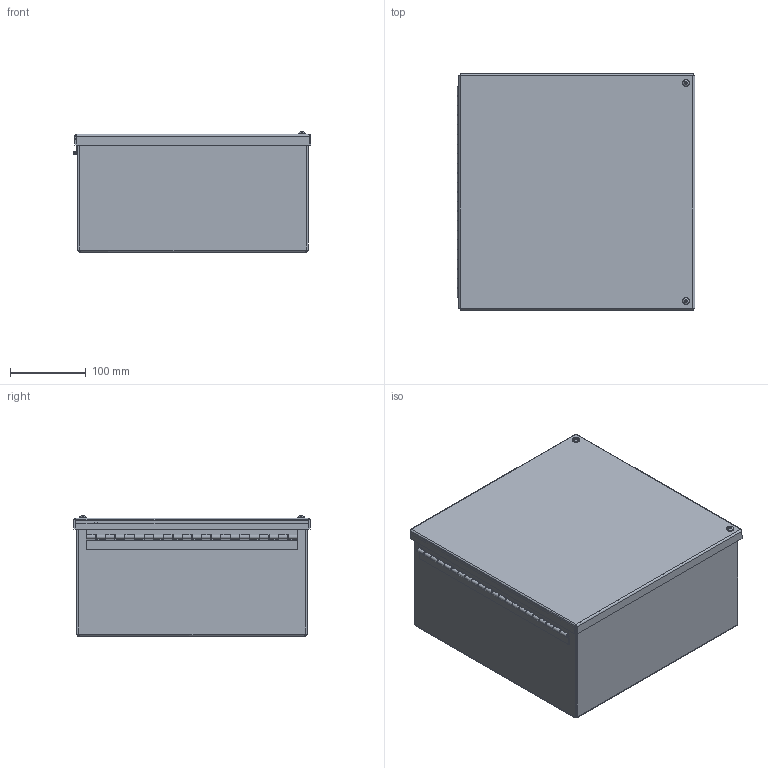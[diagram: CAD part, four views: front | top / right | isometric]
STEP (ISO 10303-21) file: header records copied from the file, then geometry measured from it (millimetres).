
FILE_DESCRIPTION(/* description */ ('JIC,CS,OIL TIGHT,12X12X6,BACK'),/* implementation_level */ '2;1');
FILE_NAME(/* name */ 'WA121206GIE.stp',/* time_stamp */ '2014-04-28T22:07:47+06:00',/* author */ ('ps'),/* organization */ (''),/* preprocessor_version */ 'ST-DEVELOPER v15.2',/* originating_system */ 'Autodesk Inventor 2014',/* authorisation */ '');
FILE_SCHEMA (('AUTOMOTIVE_DESIGN { 1 0 10303 214 3 1 1 }'));
Length unit declared in the file: inch
Products named in the file (13): WA121206GIEBKP; 3499; 328123LH; 328123P; 328123TH; 328123; WA1212GIELID; 316264; 38811; 34984; 39077; 372163; WA121206GIE
Bounding box: 314.87 x 312.74 x 159.56 mm (x, y, z)
Volume: 861567 mm3; surface area: 882522 mm2
Topology: 18 solids, 18 shells, 485 faces, 1233 edges, 795 vertices
Faces by surface type: plane 281, cylinder 129, cone 33, bspline 28, torus 12, sphere 2
Full cylindrical faces by diameter (mm): 2.54 x1, 2.957 x22, 3.962 x6, 4.826 x3, 4.978 x2, 6.299 x2, 6.35 x1, 6.528 x4, 7.061 x2, 7.144 x2, 7.62 x4, 7.938 x4, 9.474 x2, 10.312 x2, 11.506 x2, 15.875 x4
Entity records: 12317 total; most frequent: CARTESIAN_POINT 2954, DIRECTION 1824, ORIENTED_EDGE 1788, EDGE_CURVE 894, AXIS2_PLACEMENT_3D 622, VERTEX_POINT 602, LINE 580, VECTOR 580
